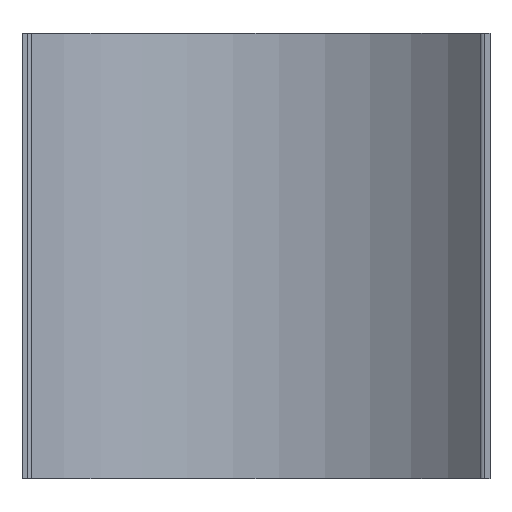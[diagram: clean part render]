
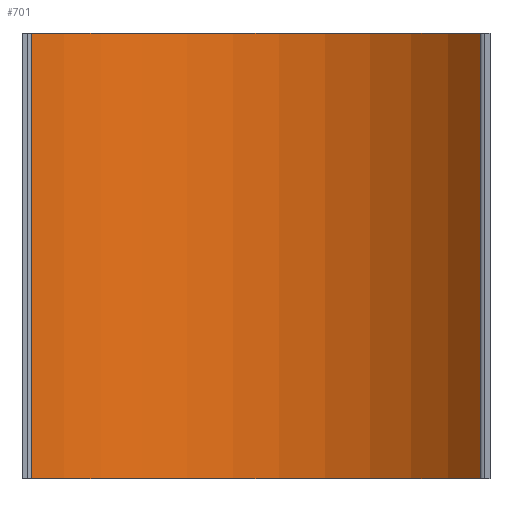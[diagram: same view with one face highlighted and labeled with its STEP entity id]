
A CAD part, front view. The second image highlights one B-rep face of the part: STEP entity #701.
In plain terms, the highlighted cylindrical face has radius 26 mm (diameter 52 mm), a partial arc.
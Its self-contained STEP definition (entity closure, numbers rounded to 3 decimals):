
#7=CARTESIAN_POINT('',(0.,-13.25,0.));
#8=DIRECTION('',(0.,0.,-1.));
#9=DIRECTION('',(-0.775,0.632,0.));
#10=AXIS2_PLACEMENT_3D('',#7,#8,#9);
#80=DIRECTION('',(0.,0.,-1.));
#81=VECTOR('',#80,40.);
#82=CARTESIAN_POINT('',(-20.148,3.184,40.));
#83=LINE('',#82,#81);
#84=DIRECTION('',(0.,0.,-1.));
#85=VECTOR('',#84,40.);
#86=CARTESIAN_POINT('',(20.148,3.184,40.));
#87=LINE('',#86,#85);
#119=CARTESIAN_POINT('',(0.,-13.25,40.));
#120=DIRECTION('',(0.,0.,-1.));
#121=DIRECTION('',(-0.775,0.632,0.));
#122=AXIS2_PLACEMENT_3D('',#119,#120,#121);
#540=CARTESIAN_POINT('',(-20.148,3.184,0.));
#542=VERTEX_POINT('',#540);
#546=CARTESIAN_POINT('',(-20.148,3.184,40.));
#547=VERTEX_POINT('',#546);
#549=CARTESIAN_POINT('',(20.148,3.184,0.));
#551=VERTEX_POINT('',#549);
#552=CARTESIAN_POINT('',(20.148,3.184,40.));
#553=VERTEX_POINT('',#552);
#689=CARTESIAN_POINT('',(0.,-13.25,0.));
#690=DIRECTION('',(0.,0.,1.));
#691=DIRECTION('',(1.,0.,0.));
#692=AXIS2_PLACEMENT_3D('',#689,#690,#691);
#693=CYLINDRICAL_SURFACE('',#692,26.);
#694=ORIENTED_EDGE('',*,*,#590,.F.);
#696=ORIENTED_EDGE('',*,*,#695,.T.);
#697=ORIENTED_EDGE('',*,*,#681,.T.);
#698=ORIENTED_EDGE('',*,*,#563,.F.);
#699=EDGE_LOOP('',(#694,#696,#697,#698));
#700=FACE_OUTER_BOUND('',#699,.F.);
#701=ADVANCED_FACE('',(#700),#693,.F.);
#11=CIRCLE('',#10,26.);
#123=CIRCLE('',#122,26.);
#563=EDGE_CURVE('',#542,#551,#11,.T.);
#590=EDGE_CURVE('',#547,#542,#83,.T.);
#681=EDGE_CURVE('',#553,#551,#87,.T.);
#695=EDGE_CURVE('',#547,#553,#123,.T.);
